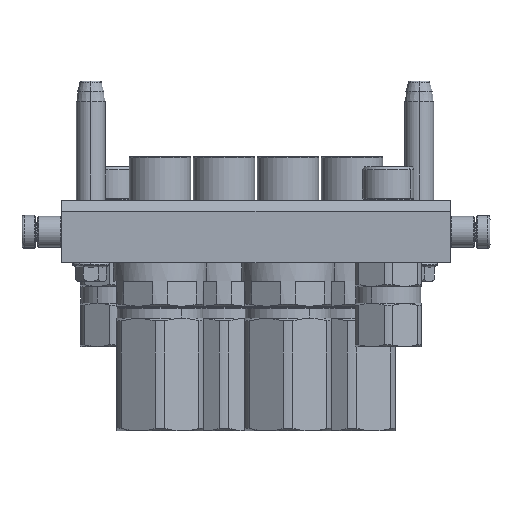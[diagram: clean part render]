
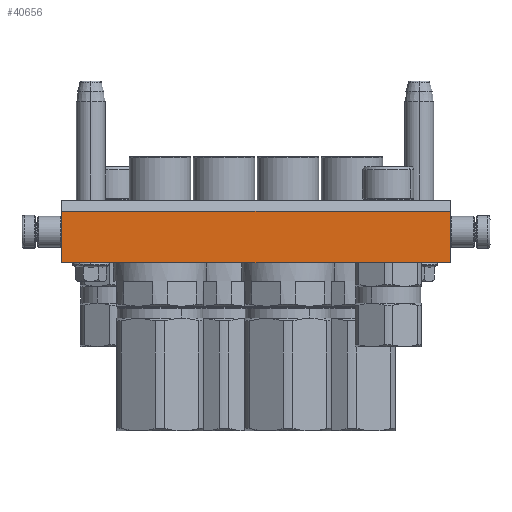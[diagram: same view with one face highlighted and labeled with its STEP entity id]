
A CAD part, left-side view. The second image highlights one B-rep face of the part: STEP entity #40656.
In plain terms, the highlighted face is planar.
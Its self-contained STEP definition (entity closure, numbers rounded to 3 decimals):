
#691 = LINE ( 'NONE', #26077, #18355 ) ;
#3732 = EDGE_CURVE ( 'NONE', #37768, #43840, #35682, .T. ) ;
#4845 = LINE ( 'NONE', #22647, #17732 ) ;
#5133 = LINE ( 'NONE', #15858, #30300 ) ;
#5224 = VECTOR ( 'NONE', #8200, 1000. ) ;
#8200 = DIRECTION ( 'NONE',  ( 1., 0., 0. ) ) ;
#8483 = CARTESIAN_POINT ( 'NONE',  ( -94., -10., -45. ) ) ;
#11971 = ORIENTED_EDGE ( 'NONE', *, *, #13865, .T. ) ;
#13865 = EDGE_CURVE ( 'NONE', #37768, #30050, #691, .T. ) ;
#14034 = ORIENTED_EDGE ( 'NONE', *, *, #3732, .F. ) ;
#15858 = CARTESIAN_POINT ( 'NONE',  ( 94., 15., -45. ) ) ;
#17732 = VECTOR ( 'NONE', #37907, 1000. ) ;
#18355 = VECTOR ( 'NONE', #21690, 1000. ) ;
#18959 = FACE_OUTER_BOUND ( 'NONE', #25349, .T. ) ;
#19112 = CARTESIAN_POINT ( 'NONE',  ( 94., -15., -45. ) ) ;
#19581 = DIRECTION ( 'NONE',  ( 0., 0., -1. ) ) ;
#19851 = AXIS2_PLACEMENT_3D ( 'NONE', #19112, #19581, #30365 ) ;
#20005 = CARTESIAN_POINT ( 'NONE',  ( -94., -10., -45. ) ) ;
#20684 = CARTESIAN_POINT ( 'NONE',  ( -94., 15., -45. ) ) ;
#21690 = DIRECTION ( 'NONE',  ( 0., 1., 0. ) ) ;
#22647 = CARTESIAN_POINT ( 'NONE',  ( 94., -10., -45. ) ) ;
#23122 = EDGE_CURVE ( 'NONE', #25095, #30050, #5133, .T. ) ;
#25095 = VERTEX_POINT ( 'NONE', #29205 ) ;
#25349 = EDGE_LOOP ( 'NONE', ( #11971, #39823, #43034, #14034 ) ) ;
#26077 = CARTESIAN_POINT ( 'NONE',  ( -94., -10., -45. ) ) ;
#26649 = PLANE ( 'NONE',  #19851 ) ;
#27177 = CARTESIAN_POINT ( 'NONE',  ( 94., -10., -45. ) ) ;
#29205 = CARTESIAN_POINT ( 'NONE',  ( 94., 15., -45. ) ) ;
#30050 = VERTEX_POINT ( 'NONE', #20684 ) ;
#30300 = VECTOR ( 'NONE', #46792, 1000. ) ;
#30365 = DIRECTION ( 'NONE',  ( -1., 0., 0. ) ) ;
#35320 = EDGE_CURVE ( 'NONE', #43840, #25095, #4845, .T. ) ;
#35682 = LINE ( 'NONE', #20005, #5224 ) ;
#37768 = VERTEX_POINT ( 'NONE', #8483 ) ;
#37907 = DIRECTION ( 'NONE',  ( 0., 1., 0. ) ) ;
#39823 = ORIENTED_EDGE ( 'NONE', *, *, #23122, .F. ) ;
#40656 = ADVANCED_FACE ( 'NONE', ( #18959 ), #26649, .T. ) ;
#43034 = ORIENTED_EDGE ( 'NONE', *, *, #35320, .F. ) ;
#43840 = VERTEX_POINT ( 'NONE', #27177 ) ;
#46792 = DIRECTION ( 'NONE',  ( -1., 0., 0. ) ) ;
